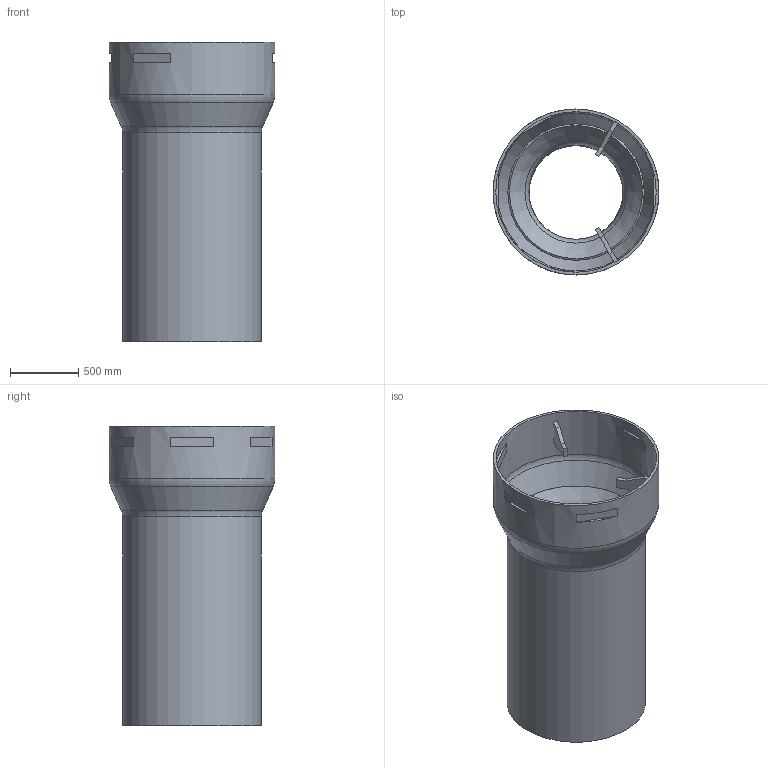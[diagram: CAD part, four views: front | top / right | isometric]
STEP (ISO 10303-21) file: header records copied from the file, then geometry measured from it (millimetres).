
FILE_DESCRIPTION(/* description */ (''),/* implementation_level */ '2;1');
FILE_NAME(/* name */ '16376.070X_3D.stp',/* time_stamp */ '2024-12-12T07:25:22+01:00',/* author */ ('CAD'),/* organization */ (''),/* preprocessor_version */ 'ST-DEVELOPER v20',/* originating_system */ 'AutoCAD Mechanical',/* authorisation */ '');
FILE_SCHEMA (('AUTOMOTIVE_DESIGN { 1 0 10303 214 3 1 1 }'));
Length unit declared in the file: centimetre
Products named in the file (2): Product; *S0
Assembly tree (1 placements, depth 2):
  Product
    *S0
Bounding box: 1220 x 1220 x 2200 mm (x, y, z)
Volume: 207003440.6 mm3; surface area: 22541460.5 mm2
Topology: 4 solids, 4 shells, 74 faces, 193 edges, 124 vertices
Faces by surface type: plane 55, cone 7, torus 6, cylinder 6
Full cylindrical faces by diameter (mm): 698 x1, 730 x1, 980 x1, 1020 x1, 1180 x1, 1220 x1
Entity records: 2335 total; most frequent: DIRECTION 413, CARTESIAN_POINT 394, ORIENTED_EDGE 386, EDGE_CURVE 193, AXIS2_PLACEMENT_3D 143, LINE 127, VECTOR 127, VERTEX_POINT 124
